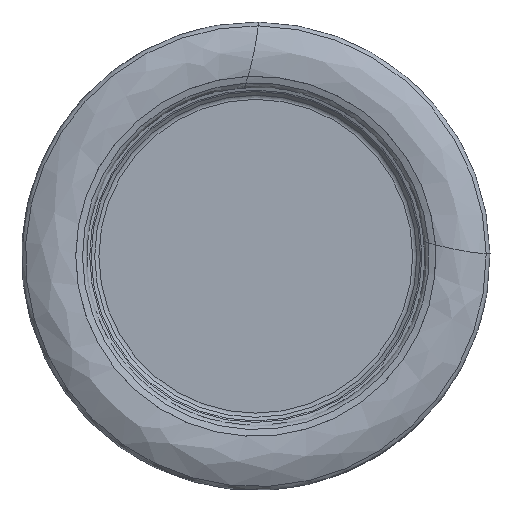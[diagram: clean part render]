
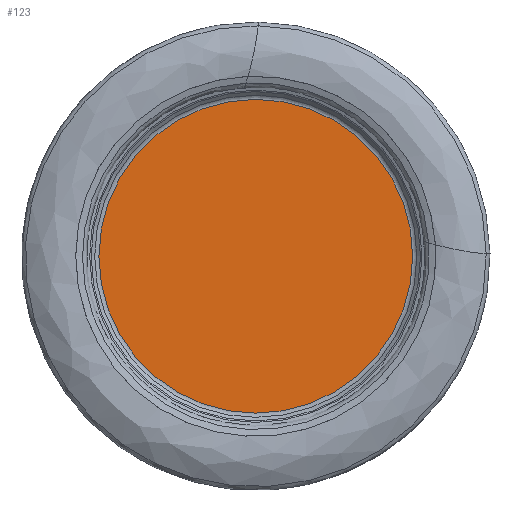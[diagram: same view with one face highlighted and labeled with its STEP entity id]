
A CAD part, left-side view. The second image highlights one B-rep face of the part: STEP entity #123.
In plain terms, the highlighted planar face has unit normal (-1, 0, 0).
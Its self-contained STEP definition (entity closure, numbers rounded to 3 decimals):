
#35=PLANE('',#676);
#123=ADVANCED_FACE('',(#197),#35,.F.);
#197=FACE_OUTER_BOUND('',#237,.T.);
#237=EDGE_LOOP('',(#453));
#310=CIRCLE('',#675,21.106);
#453=ORIENTED_EDGE('',*,*,#582,.T.);
#506=VERTEX_POINT('',#1542);
#582=EDGE_CURVE('',#506,#506,#310,.T.);
#675=AXIS2_PLACEMENT_3D('',#1541,#826,#827);
#676=AXIS2_PLACEMENT_3D('',#1543,#828,#829);
#826=DIRECTION('',(-1.,0.,0.));
#827=DIRECTION('',(0.,0.,1.));
#828=DIRECTION('',(1.,0.,0.));
#829=DIRECTION('',(0.,0.,-1.));
#1541=CARTESIAN_POINT('',(2.5,0.,0.));
#1542=CARTESIAN_POINT('',(2.5,0.,21.106));
#1543=CARTESIAN_POINT('',(2.5,21.106,0.));
